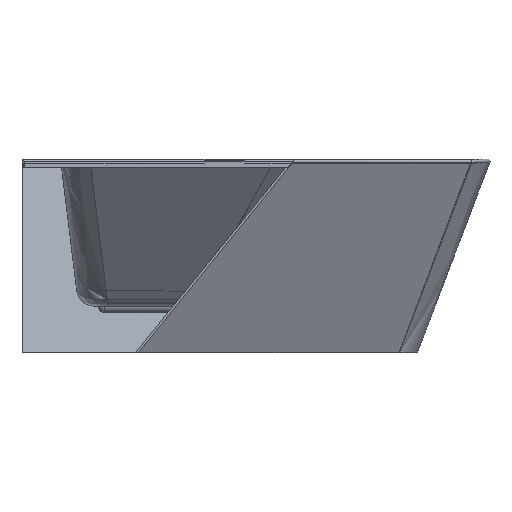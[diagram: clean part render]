
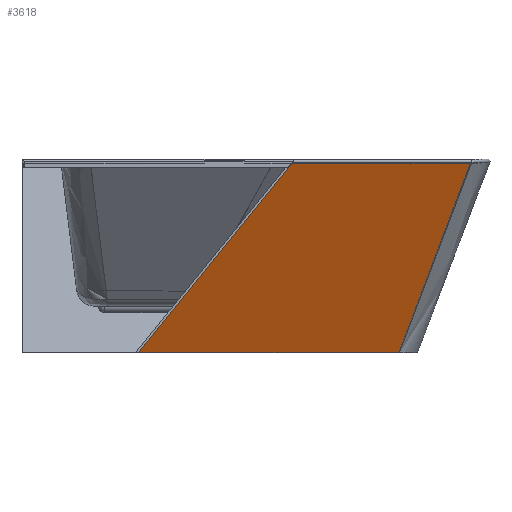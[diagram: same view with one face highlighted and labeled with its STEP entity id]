
A CAD part, front view. The second image highlights one B-rep face of the part: STEP entity #3618.
In plain terms, the highlighted face is planar.
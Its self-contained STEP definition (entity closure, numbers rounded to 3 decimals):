
#823=CARTESIAN_POINT('',(75.617,475.157,569.822));
#824=VERTEX_POINT('',#823);
#864=CARTESIAN_POINT('',(536.97,475.157,0.));
#865=VERTEX_POINT('',#864);
#872=CARTESIAN_POINT('',(75.617,475.157,569.822));
#873=DIRECTION('',(0.629,0.0,-0.777));
#874=VECTOR('',#873,733.174);
#875=LINE('',#872,#874);
#876=EDGE_CURVE('',#824,#865,#875,.T.);
#3484=CARTESIAN_POINT('',(-243.524,-156.875,0.));
#3485=VERTEX_POINT('',#3484);
#3499=CARTESIAN_POINT('',(536.97,475.157,0.0));
#3500=DIRECTION('',(-0.777,-0.629,0.0));
#3501=VECTOR('',#3500,1004.308);
#3502=LINE('',#3499,#3501);
#3503=EDGE_CURVE('',#865,#3485,#3502,.T.);
#3595=CARTESIAN_POINT('',(-248.197,219.611,580.));
#3596=DIRECTION('',(-0.561,0.692,-0.454));
#3597=DIRECTION('',(-0.629,0.0,0.777));
#3598=AXIS2_PLACEMENT_3D('',#3595,#3596,#3597);
#3599=PLANE('',#3598);
#3600=CARTESIAN_POINT('',(-459.787,41.595,569.822));
#3601=VERTEX_POINT('',#3600);
#3602=CARTESIAN_POINT('',(75.617,475.157,569.822));
#3603=DIRECTION('',(-0.777,-0.629,0.0));
#3604=VECTOR('',#3603,688.936);
#3605=LINE('',#3602,#3604);
#3606=EDGE_CURVE('',#824,#3601,#3605,.T.);
#3607=ORIENTED_EDGE('',*,*,#3606,.F.);
#3608=ORIENTED_EDGE('',*,*,#876,.T.);
#3609=ORIENTED_EDGE('',*,*,#3503,.T.);
#3610=CARTESIAN_POINT('',(-459.787,41.595,569.822));
#3611=DIRECTION('',(0.337,-0.31,-0.889));
#3612=VECTOR('',#3611,640.981);
#3613=LINE('',#3610,#3612);
#3614=EDGE_CURVE('',#3601,#3485,#3613,.T.);
#3615=ORIENTED_EDGE('',*,*,#3614,.F.);
#3616=EDGE_LOOP('',(#3607,#3608,#3609,#3615));
#3617=FACE_OUTER_BOUND('',#3616,.T.);
#3618=ADVANCED_FACE('',(#3617),#3599,.T.);
